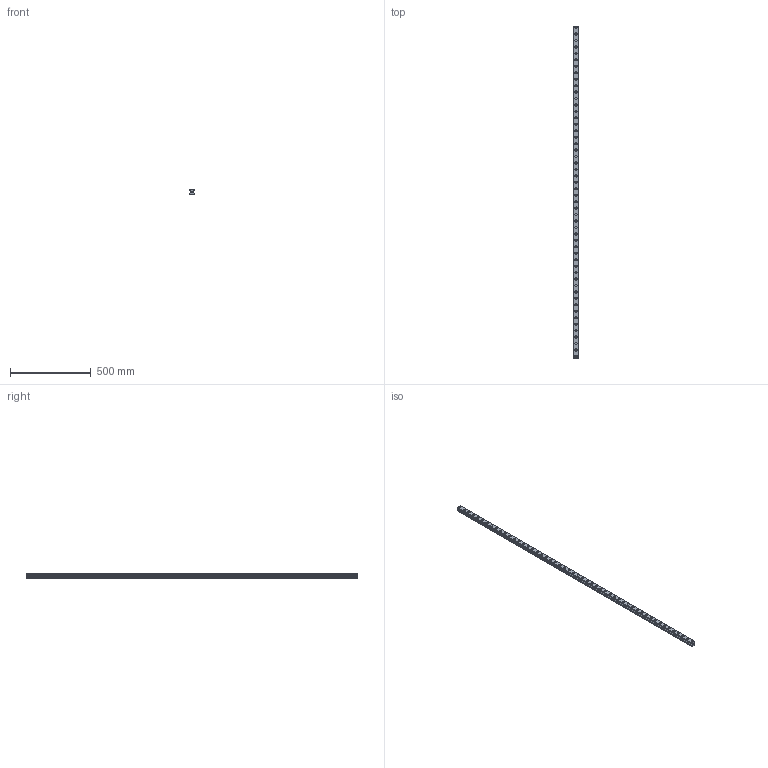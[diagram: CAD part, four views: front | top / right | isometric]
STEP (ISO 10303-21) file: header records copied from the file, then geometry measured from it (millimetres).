
FILE_DESCRIPTION(('STEP AP214'),'1');
FILE_NAME('cctmp_87AA7F8D-17CA-427F-A76B-711CCB522117_2021_03_11_11_42_05_0725..stp','2021-03-11T10:42:06',('HIWIN GmbH'),('CADClick - www.CADClick.com'),'Spatial InterOp 3D',' ','unknown authorization');
FILE_SCHEMA(('AUTOMOTIVE_DESIGN'));
Length unit declared in the file: millimetre
Products named in the file (1): RGR30R2060H_FILE
Bounding box: 28 x 2060 x 28 mm (x, y, z)
Volume: 1180819.5 mm3; surface area: 306489.9 mm2
Topology: 1 solids, 1 shells, 583 faces, 1263 edges, 842 vertices
Faces by surface type: cylinder 330, plane 253
Entity records: 20865 total; most frequent: DIRECTION 3091, CARTESIAN_POINT 2689, ORIENTED_EDGE 2526, EDGE_CURVE 1263, AXIS2_PLACEMENT_3D 1244, VERTEX_POINT 842, EDGE_LOOP 743, CIRCLE 660
